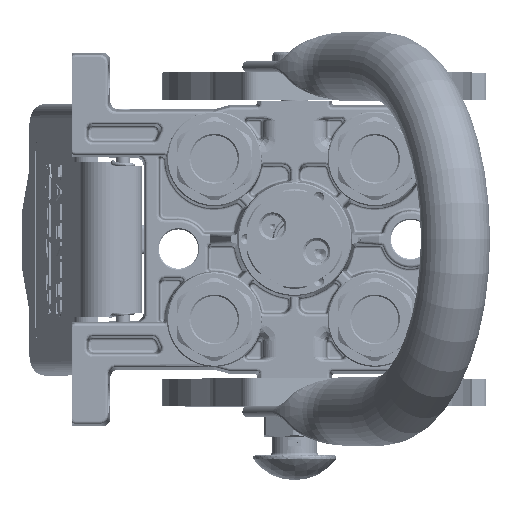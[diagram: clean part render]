
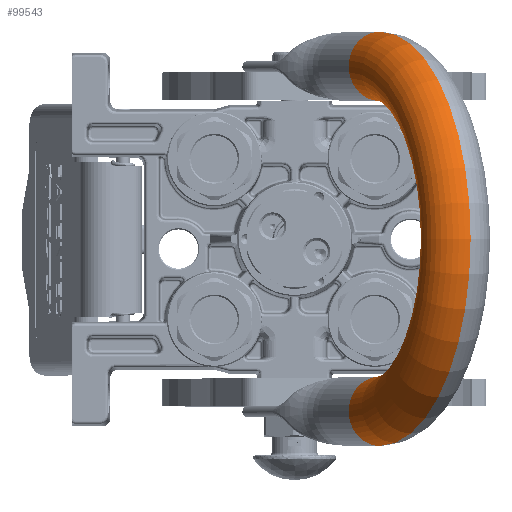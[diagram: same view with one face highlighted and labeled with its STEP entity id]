
A CAD part, top view. The second image highlights one B-rep face of the part: STEP entity #99543.
In plain terms, the highlighted toroidal (fillet/blend) face has major radius 62.25 mm and minor radius 12.5 mm.
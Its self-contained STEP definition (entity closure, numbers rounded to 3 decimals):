
#2108 = CARTESIAN_POINT ( 'NONE',  ( -49.75, 0., 25.25 ) ) ;
#3319 = EDGE_LOOP ( 'NONE', ( #82292, #90400, #184044, #60520 ) ) ;
#18437 = VERTEX_POINT ( 'NONE', #2108 ) ;
#21339 = VERTEX_POINT ( 'NONE', #205248 ) ;
#28468 = TOROIDAL_SURFACE ( 'NONE', #199997, 62.25, 12.5 ) ;
#30787 = AXIS2_PLACEMENT_3D ( 'NONE', #141971, #62032, #31479 ) ;
#31479 = DIRECTION ( 'NONE',  ( -1., 0., 0. ) ) ;
#37624 = CARTESIAN_POINT ( 'NONE',  ( 62.25, 0., 25.25 ) ) ;
#60520 = ORIENTED_EDGE ( 'NONE', *, *, #114176, .T. ) ;
#62032 = DIRECTION ( 'NONE',  ( 0., 1., 0. ) ) ;
#62857 = CARTESIAN_POINT ( 'NONE',  ( -62.25, 0., 25.25 ) ) ;
#73236 = AXIS2_PLACEMENT_3D ( 'NONE', #37624, #99477, #85540 ) ;
#75374 = CIRCLE ( 'NONE', #30787, 74.75 ) ;
#81501 = VERTEX_POINT ( 'NONE', #203642 ) ;
#82292 = ORIENTED_EDGE ( 'NONE', *, *, #201672, .T. ) ;
#85540 = DIRECTION ( 'NONE',  ( 1., 0., 0. ) ) ;
#88719 = VERTEX_POINT ( 'NONE', #202241 ) ;
#90400 = ORIENTED_EDGE ( 'NONE', *, *, #118080, .F. ) ;
#98948 = AXIS2_PLACEMENT_3D ( 'NONE', #103165, #100440, #116468 ) ;
#99477 = DIRECTION ( 'NONE',  ( 0., 0., -1. ) ) ;
#99543 = ADVANCED_FACE ( 'NONE', ( #175203 ), #28468, .T. ) ;
#100440 = DIRECTION ( 'NONE',  ( 0., 1., 0. ) ) ;
#103165 = CARTESIAN_POINT ( 'NONE',  ( 0., 0., 25.25 ) ) ;
#114176 = EDGE_CURVE ( 'NONE', #81501, #18437, #144595, .T. ) ;
#116468 = DIRECTION ( 'NONE',  ( -1., 0., 0. ) ) ;
#118080 = EDGE_CURVE ( 'NONE', #21339, #88719, #183102, .T. ) ;
#124633 = EDGE_CURVE ( 'NONE', #81501, #21339, #75374, .T. ) ;
#128891 = DIRECTION ( 'NONE',  ( 0., 0., 1. ) ) ;
#135405 = AXIS2_PLACEMENT_3D ( 'NONE', #62857, #128891, #174043 ) ;
#141971 = CARTESIAN_POINT ( 'NONE',  ( 0., 0., 25.25 ) ) ;
#144595 = CIRCLE ( 'NONE', #135405, 12.5 ) ;
#152665 = DIRECTION ( 'NONE',  ( 0., 1., 0. ) ) ;
#169640 = CIRCLE ( 'NONE', #98948, 49.75 ) ;
#174043 = DIRECTION ( 'NONE',  ( -1., 0., 0. ) ) ;
#175203 = FACE_OUTER_BOUND ( 'NONE', #3319, .T. ) ;
#183102 = CIRCLE ( 'NONE', #73236, 12.5 ) ;
#183237 = CARTESIAN_POINT ( 'NONE',  ( 0., 0., 25.25 ) ) ;
#184044 = ORIENTED_EDGE ( 'NONE', *, *, #124633, .F. ) ;
#184635 = DIRECTION ( 'NONE',  ( 1., 0., 0. ) ) ;
#199997 = AXIS2_PLACEMENT_3D ( 'NONE', #183237, #152665, #184635 ) ;
#201672 = EDGE_CURVE ( 'NONE', #18437, #88719, #169640, .T. ) ;
#202241 = CARTESIAN_POINT ( 'NONE',  ( 49.75, 0., 25.25 ) ) ;
#203642 = CARTESIAN_POINT ( 'NONE',  ( -74.75, 0., 25.25 ) ) ;
#205248 = CARTESIAN_POINT ( 'NONE',  ( 74.75, 0., 25.25 ) ) ;
